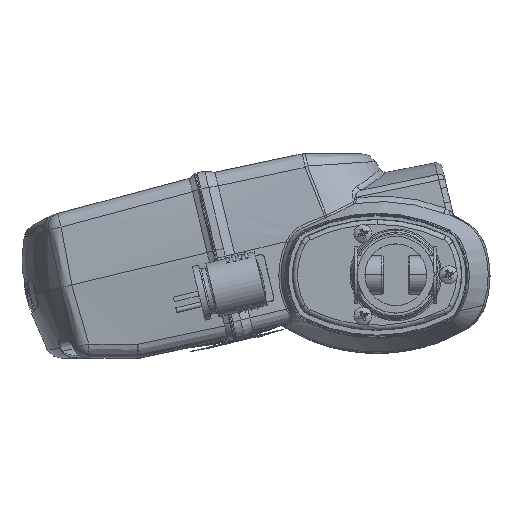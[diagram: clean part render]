
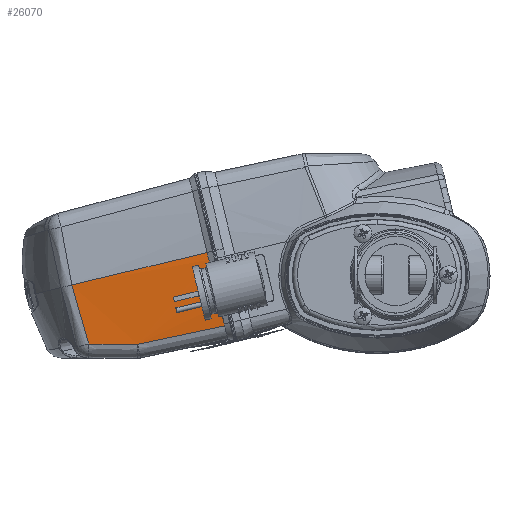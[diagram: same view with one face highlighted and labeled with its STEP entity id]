
A CAD part, top view. The second image highlights one B-rep face of the part: STEP entity #26070.
In plain terms, the highlighted conical face has half-angle 1.5 degrees and reference radius 167.983 mm.
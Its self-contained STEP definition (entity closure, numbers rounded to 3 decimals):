
#25931 = EDGE_CURVE ( 'NONE', #25933, #25958, #38727, .T. ) ;
#25933 = VERTEX_POINT ( 'NONE', #38719 ) ;
#25942 = VERTEX_POINT ( 'NONE', #38704 ) ;
#25958 = VERTEX_POINT ( 'NONE', #38812 ) ;
#25964 = EDGE_CURVE ( 'NONE', #25958, #25942, #38796, .T. ) ;
#25977 = VERTEX_POINT ( 'NONE', #38881 ) ;
#25992 = EDGE_CURVE ( 'NONE', #25942, #25977, #38870, .T. ) ;
#26070 = ADVANCED_FACE ( 'NONE', ( #39021 ), #39139, .T. ) ;
#26073 = EDGE_LOOP ( 'NONE', ( #26074, #26076, #26078, #26162, #26164, #26167, #26170, #26174 ) ) ;
#26074 = ORIENTED_EDGE ( 'NONE', *, *, #25964, .T. ) ;
#26076 = ORIENTED_EDGE ( 'NONE', *, *, #25992, .T. ) ;
#26078 = ORIENTED_EDGE ( 'NONE', *, *, #26184, .T. ) ;
#26079 = VERTEX_POINT ( 'NONE', #39127 ) ;
#26162 = ORIENTED_EDGE ( 'NONE', *, *, #26163, .T. ) ;
#26163 = EDGE_CURVE ( 'NONE', #26185, #26079, #39435, .T. ) ;
#26164 = ORIENTED_EDGE ( 'NONE', *, *, #26165, .T. ) ;
#26165 = EDGE_CURVE ( 'NONE', #26079, #26166, #39420, .T. ) ;
#26166 = VERTEX_POINT ( 'NONE', #39418 ) ;
#26167 = ORIENTED_EDGE ( 'NONE', *, *, #26168, .T. ) ;
#26168 = EDGE_CURVE ( 'NONE', #26166, #26169, #39404, .T. ) ;
#26169 = VERTEX_POINT ( 'NONE', #39402 ) ;
#26170 = ORIENTED_EDGE ( 'NONE', *, *, #26172, .T. ) ;
#26172 = EDGE_CURVE ( 'NONE', #26169, #25933, #39480, .T. ) ;
#26174 = ORIENTED_EDGE ( 'NONE', *, *, #25931, .T. ) ;
#26184 = EDGE_CURVE ( 'NONE', #25977, #26185, #39460, .T. ) ;
#26185 = VERTEX_POINT ( 'NONE', #39461 ) ;
#38704 = CARTESIAN_POINT ( 'NONE',  ( -52.387, 3.856, 62.592 ) ) ;
#38719 = CARTESIAN_POINT ( 'NONE',  ( -47.687, -15.722, 60.957 ) ) ;
#38721 = DIRECTION ( 'NONE',  ( 0., 0., -1. ) ) ;
#38722 = DIRECTION ( 'NONE',  ( -0.972, -0.233, 0. ) ) ;
#38723 = CARTESIAN_POINT ( 'NONE',  ( -53.205, 7.259, -105.284 ) ) ;
#38725 = AXIS2_PLACEMENT_3D ( 'NONE', #38723, #38722, #38721 ) ;
#38727 = CIRCLE ( 'NONE', #38725, 167.911 ) ;
#38789 = CARTESIAN_POINT ( 'NONE',  ( -52.387, 3.856, 62.592 ) ) ;
#38790 = CARTESIAN_POINT ( 'NONE',  ( -52.387, 3.856, 62.592 ) ) ;
#38791 = CARTESIAN_POINT ( 'NONE',  ( -52.387, 3.856, 62.592 ) ) ;
#38792 = CARTESIAN_POINT ( 'NONE',  ( -52.388, 3.856, 62.592 ) ) ;
#38796 = B_SPLINE_CURVE_WITH_KNOTS ( 'NONE', 3,
 ( #38792, #38791, #38790, #38789 ),
 .UNSPECIFIED., .F., .F.,
 ( 4, 4 ),
 ( 0., 0. ),
 .UNSPECIFIED. ) ;
#38812 = CARTESIAN_POINT ( 'NONE',  ( -52.388, 3.856, 62.592 ) ) ;
#38857 = DIRECTION ( 'NONE',  ( 0., 0., -1. ) ) ;
#38859 = DIRECTION ( 'NONE',  ( -0.972, -0.233, 0. ) ) ;
#38860 = CARTESIAN_POINT ( 'NONE',  ( -53.204, 7.259, -105.284 ) ) ;
#38861 = AXIS2_PLACEMENT_3D ( 'NONE', #38860, #38859, #38857 ) ;
#38870 = CIRCLE ( 'NONE', #38861, 167.912 ) ;
#38881 = CARTESIAN_POINT ( 'NONE',  ( -53.204, 7.259, 62.628 ) ) ;
#39018 = CARTESIAN_POINT ( 'NONE',  ( -50.531, 7.901, -105.284 ) ) ;
#39021 = FACE_OUTER_BOUND ( 'NONE', #26073, .T. ) ;
#39124 = DIRECTION ( 'NONE',  ( 0., 0., -1. ) ) ;
#39126 = DIRECTION ( 'NONE',  ( 0.972, 0.233, 0. ) ) ;
#39127 = CARTESIAN_POINT ( 'NONE',  ( -95.561, -2.92, 61.487 ) ) ;
#39138 = AXIS2_PLACEMENT_3D ( 'NONE', #39018, #39126, #39124 ) ;
#39139 = CONICAL_SURFACE ( 'NONE', #39138, 167.984, 0.026 ) ;
#39399 = CARTESIAN_POINT ( 'NONE',  ( -80.048, -21.458, 60.364 ) ) ;
#39400 = CARTESIAN_POINT ( 'NONE',  ( -85.161, -21.423, 60.389 ) ) ;
#39401 = CARTESIAN_POINT ( 'NONE',  ( -90.274, -21.388, 60.4 ) ) ;
#39402 = CARTESIAN_POINT ( 'NONE',  ( -74.935, -21.493, 60.325 ) ) ;
#39404 = B_SPLINE_CURVE_WITH_KNOTS ( 'NONE', 3,
 ( #39401, #39400, #39399, #39485 ),
 .UNSPECIFIED., .F., .F.,
 ( 4, 4 ),
 ( 0.003, 0.018 ),
 .UNSPECIFIED. ) ;
#39409 = CARTESIAN_POINT ( 'NONE',  ( -90.274, -21.388, 60.4 ) ) ;
#39411 = CARTESIAN_POINT ( 'NONE',  ( -92.07, -15.269, 61.13 ) ) ;
#39412 = CARTESIAN_POINT ( 'NONE',  ( -93.826, -9.099, 61.493 ) ) ;
#39414 = CARTESIAN_POINT ( 'NONE',  ( -95.561, -2.92, 61.487 ) ) ;
#39418 = CARTESIAN_POINT ( 'NONE',  ( -90.274, -21.388, 60.4 ) ) ;
#39420 = B_SPLINE_CURVE_WITH_KNOTS ( 'NONE', 3,
 ( #39414, #39412, #39411, #39409 ),
 .UNSPECIFIED., .F., .F.,
 ( 4, 4 ),
 ( 0., 0.019 ),
 .UNSPECIFIED. ) ;
#39425 = CARTESIAN_POINT ( 'NONE',  ( -95.561, -2.92, 61.487 ) ) ;
#39426 = CARTESIAN_POINT ( 'NONE',  ( -95.562, -2.917, 61.487 ) ) ;
#39428 = CARTESIAN_POINT ( 'NONE',  ( -95.562, -2.914, 61.487 ) ) ;
#39430 = CARTESIAN_POINT ( 'NONE',  ( -95.562, -2.911, 61.487 ) ) ;
#39435 = B_SPLINE_CURVE_WITH_KNOTS ( 'NONE', 3,
 ( #39430, #39428, #39426, #39425 ),
 .UNSPECIFIED., .F., .F.,
 ( 4, 4 ),
 ( 0., 1. ),
 .UNSPECIFIED. ) ;
#39459 = CARTESIAN_POINT ( 'NONE',  ( -50.531, 7.901, 62.7 ) ) ;
#39460 = LINE ( 'NONE', #39459, #39464 ) ;
#39461 = CARTESIAN_POINT ( 'NONE',  ( -95.562, -2.911, 61.487 ) ) ;
#39463 = DIRECTION ( 'NONE',  ( -0.972, -0.233, -0.026 ) ) ;
#39464 = VECTOR ( 'NONE', #39463, 1000. ) ;
#39466 = CARTESIAN_POINT ( 'NONE',  ( -47.687, -15.722, 60.957 ) ) ;
#39467 = CARTESIAN_POINT ( 'NONE',  ( -53.51, -16.955, 60.822 ) ) ;
#39469 = CARTESIAN_POINT ( 'NONE',  ( -59.332, -18.188, 60.687 ) ) ;
#39471 = CARTESIAN_POINT ( 'NONE',  ( -65.155, -19.422, 60.552 ) ) ;
#39474 = CARTESIAN_POINT ( 'NONE',  ( -68.415, -20.112, 60.477 ) ) ;
#39476 = CARTESIAN_POINT ( 'NONE',  ( -71.675, -20.803, 60.401 ) ) ;
#39477 = CARTESIAN_POINT ( 'NONE',  ( -74.935, -21.493, 60.325 ) ) ;
#39480 = B_SPLINE_CURVE_WITH_KNOTS ( 'NONE', 3,
 ( #39477, #39476, #39474, #39471, #39469, #39467, #39466 ),
 .UNSPECIFIED., .F., .F.,
 ( 4, 3, 4 ),
 ( 0., 0.01, 0.028 ),
 .UNSPECIFIED. ) ;
#39485 = CARTESIAN_POINT ( 'NONE',  ( -74.935, -21.493, 60.325 ) ) ;
